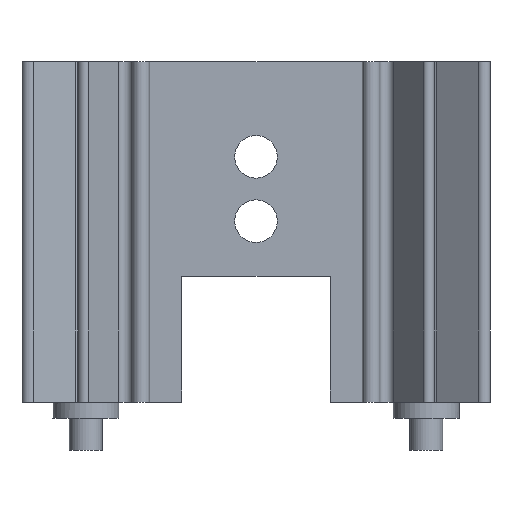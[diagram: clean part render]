
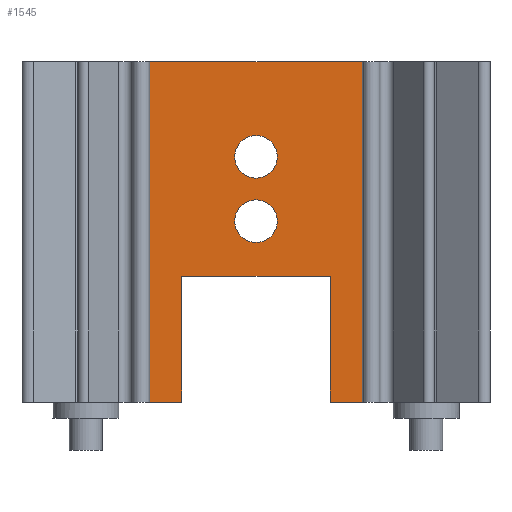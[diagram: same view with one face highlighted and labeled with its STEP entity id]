
A CAD part, front view. The second image highlights one B-rep face of the part: STEP entity #1545.
In plain terms, the highlighted planar face has unit normal (0, -1, 0).
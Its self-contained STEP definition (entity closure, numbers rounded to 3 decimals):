
#80 = VERTEX_POINT('',#81);
#81 = CARTESIAN_POINT('',(-5.55,-0.785,1.2));
#87 = EDGE_CURVE('',#80,#88,#90,.T.);
#88 = VERTEX_POINT('',#89);
#89 = CARTESIAN_POINT('',(-7.94,-0.785,1.2));
#90 = LINE('',#91,#92);
#91 = CARTESIAN_POINT('',(7.94,-0.785,1.2));
#92 = VECTOR('',#93,1.);
#93 = DIRECTION('',(-1.,0.,-0.));
#692 = VERTEX_POINT('',#693);
#693 = CARTESIAN_POINT('',(-7.94,-0.785,26.6));
#699 = EDGE_CURVE('',#692,#700,#702,.T.);
#700 = VERTEX_POINT('',#701);
#701 = CARTESIAN_POINT('',(7.94,-0.785,26.6));
#702 = LINE('',#703,#704);
#703 = CARTESIAN_POINT('',(-12.5,-0.785,26.6));
#704 = VECTOR('',#705,1.);
#705 = DIRECTION('',(1.,0.,0.));
#1535 = EDGE_CURVE('',#88,#692,#1536,.T.);
#1536 = LINE('',#1537,#1538);
#1537 = CARTESIAN_POINT('',(-7.94,-0.785,1.2));
#1538 = VECTOR('',#1539,1.);
#1539 = DIRECTION('',(0.,0.,1.));
#1545 = ADVANCED_FACE('',(#1546,#1589,#1600),#1611,.T.);
#1546 = FACE_BOUND('',#1547,.F.);
#1547 = EDGE_LOOP('',(#1548,#1556,#1557,#1558,#1559,#1567,#1575,#1583));
#1548 = ORIENTED_EDGE('',*,*,#1549,.T.);
#1549 = EDGE_CURVE('',#1550,#80,#1552,.T.);
#1550 = VERTEX_POINT('',#1551);
#1551 = CARTESIAN_POINT('',(-5.55,-0.785,10.6));
#1552 = LINE('',#1553,#1554);
#1553 = CARTESIAN_POINT('',(-5.55,-0.785,10.6));
#1554 = VECTOR('',#1555,1.);
#1555 = DIRECTION('',(0.,0.,-1.));
#1556 = ORIENTED_EDGE('',*,*,#87,.T.);
#1557 = ORIENTED_EDGE('',*,*,#1535,.T.);
#1558 = ORIENTED_EDGE('',*,*,#699,.T.);
#1559 = ORIENTED_EDGE('',*,*,#1560,.F.);
#1560 = EDGE_CURVE('',#1561,#700,#1563,.T.);
#1561 = VERTEX_POINT('',#1562);
#1562 = CARTESIAN_POINT('',(7.94,-0.785,1.2));
#1563 = LINE('',#1564,#1565);
#1564 = CARTESIAN_POINT('',(7.94,-0.785,1.2));
#1565 = VECTOR('',#1566,1.);
#1566 = DIRECTION('',(0.,0.,1.));
#1567 = ORIENTED_EDGE('',*,*,#1568,.T.);
#1568 = EDGE_CURVE('',#1561,#1569,#1571,.T.);
#1569 = VERTEX_POINT('',#1570);
#1570 = CARTESIAN_POINT('',(5.55,-0.785,1.2));
#1571 = LINE('',#1572,#1573);
#1572 = CARTESIAN_POINT('',(7.94,-0.785,1.2));
#1573 = VECTOR('',#1574,1.);
#1574 = DIRECTION('',(-1.,0.,-0.));
#1575 = ORIENTED_EDGE('',*,*,#1576,.T.);
#1576 = EDGE_CURVE('',#1569,#1577,#1579,.T.);
#1577 = VERTEX_POINT('',#1578);
#1578 = CARTESIAN_POINT('',(5.55,-0.785,10.6));
#1579 = LINE('',#1580,#1581);
#1580 = CARTESIAN_POINT('',(5.55,-0.785,1.2));
#1581 = VECTOR('',#1582,1.);
#1582 = DIRECTION('',(0.,0.,1.));
#1583 = ORIENTED_EDGE('',*,*,#1584,.T.);
#1584 = EDGE_CURVE('',#1577,#1550,#1585,.T.);
#1585 = LINE('',#1586,#1587);
#1586 = CARTESIAN_POINT('',(5.55,-0.785,10.6));
#1587 = VECTOR('',#1588,1.);
#1588 = DIRECTION('',(-1.,0.,0.));
#1589 = FACE_BOUND('',#1590,.F.);
#1590 = EDGE_LOOP('',(#1591));
#1591 = ORIENTED_EDGE('',*,*,#1592,.T.);
#1592 = EDGE_CURVE('',#1593,#1593,#1595,.T.);
#1593 = VERTEX_POINT('',#1594);
#1594 = CARTESIAN_POINT('',(1.59,-0.785,14.7));
#1595 = CIRCLE('',#1596,1.59);
#1596 = AXIS2_PLACEMENT_3D('',#1597,#1598,#1599);
#1597 = CARTESIAN_POINT('',(0.,-0.785,14.7));
#1598 = DIRECTION('',(0.,-1.,0.));
#1599 = DIRECTION('',(1.,0.,0.));
#1600 = FACE_BOUND('',#1601,.F.);
#1601 = EDGE_LOOP('',(#1602));
#1602 = ORIENTED_EDGE('',*,*,#1603,.T.);
#1603 = EDGE_CURVE('',#1604,#1604,#1606,.T.);
#1604 = VERTEX_POINT('',#1605);
#1605 = CARTESIAN_POINT('',(1.59,-0.785,19.5));
#1606 = CIRCLE('',#1607,1.59);
#1607 = AXIS2_PLACEMENT_3D('',#1608,#1609,#1610);
#1608 = CARTESIAN_POINT('',(0.,-0.785,19.5));
#1609 = DIRECTION('',(0.,-1.,0.));
#1610 = DIRECTION('',(1.,0.,0.));
#1611 = PLANE('',#1612);
#1612 = AXIS2_PLACEMENT_3D('',#1613,#1614,#1615);
#1613 = CARTESIAN_POINT('',(0.,-0.785,33.7));
#1614 = DIRECTION('',(-0.,-1.,0.));
#1615 = DIRECTION('',(0.,0.,-1.));
